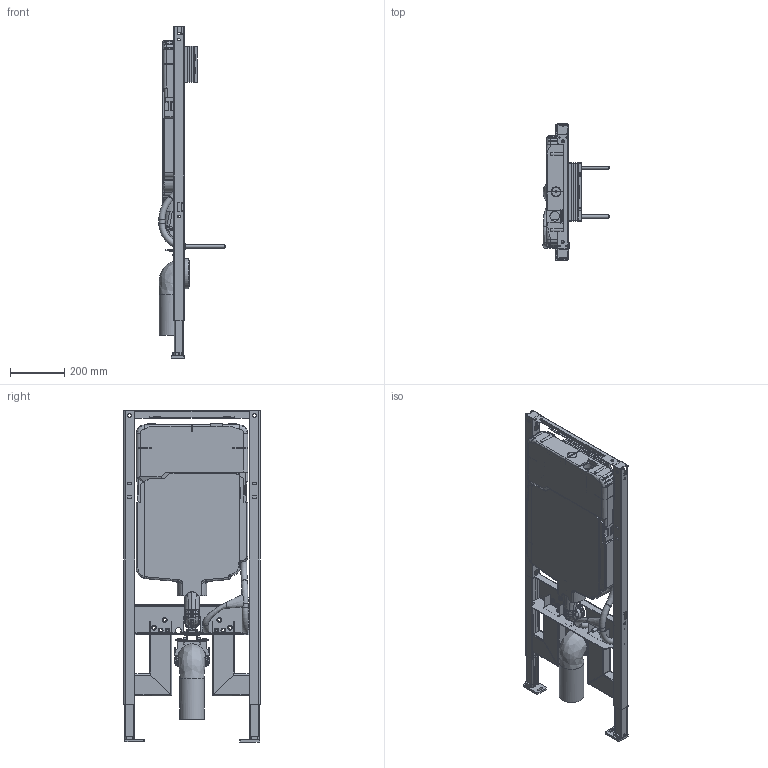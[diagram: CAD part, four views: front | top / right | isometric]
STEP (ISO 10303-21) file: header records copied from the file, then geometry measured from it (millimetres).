
FILE_DESCRIPTION(/* description */ (''),/* implementation_level */ '2;1');
FILE_NAME(/* name */ '111698.stp',/* time_stamp */ '2015-11-19T12:00:46+01:00',/* author */ ('seihe2'),/* organization */ (''),/* preprocessor_version */ 'ST-DEVELOPER v15.2',/* originating_system */ 'Autodesk Inventor 2014',/* authorisation */ '');
FILE_SCHEMA (('AUTOMOTIVE_DESIGN { 1 0 10303 214 3 1 1 }'));
Products named in the file (1): 111698
Bounding box: 243.58 x 500 x 1220 mm (x, y, z)
Volume: 17653117.1 mm3; surface area: 3366074.6 mm2
Topology: 25 solids, 26 shells, 2266 faces, 6058 edges, 3867 vertices
Faces by surface type: plane 1255, cylinder 610, bspline 294, torus 83, cone 24
Full cylindrical faces by diameter (mm): 4.5 x6, 4.7 x4, 5.3 x2, 5.5 x2, 6 x8, 8 x4, 10.5 x2, 11.25 x8, 12 x2, 13 x2, 13.2 x2, 17.25 x8, 22 x9, 24 x2, 35.7 x1, 45.7 x2, 51.7 x2, 53 x1, 55.91 x1, 58 x1, 59 x3, 60 x1, 65 x3, 70 x2, 76 x1, 83.025 x1, 90.375 x1, 91.45 x1, 92.2 x1, 98.2 x1
Entity records: 89180 total; most frequent: CARTESIAN_POINT 31283, ORIENTED_EDGE 11776, DIRECTION 10965, EDGE_CURVE 5888, VERTEX_POINT 3839, LINE 3753, VECTOR 3753, AXIS2_PLACEMENT_3D 3606
